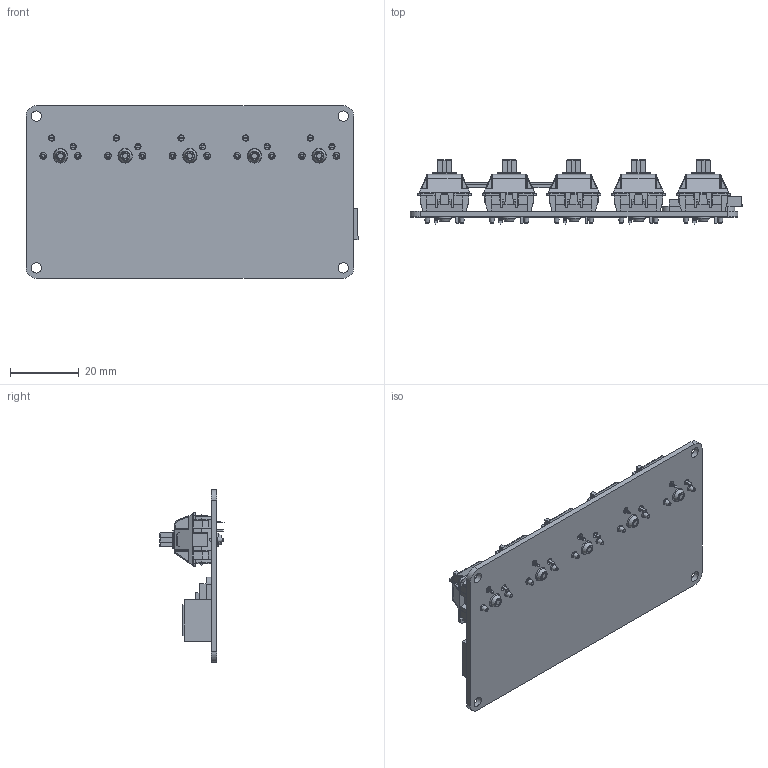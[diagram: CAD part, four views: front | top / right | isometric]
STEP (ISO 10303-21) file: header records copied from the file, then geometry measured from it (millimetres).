
FILE_DESCRIPTION(/* description */ ('','CAx-IF Rec.Pracs.---Representation and Presentation of Product Manufacturing Information (PMI)---4.0---2014-10-13'),/* implementation_level */ '2;1');
FILE_NAME(/* name */ 'KEYPAD v5.step',/* time_stamp */ '2025-01-06T11:17:02+05:30',/* author */ (''),/* organization */ (''),/* preprocessor_version */ 'ST-DEVELOPER v20',/* originating_system */ 'Autodesk Translation Framework v13.20.0.188',/* authorisation */ '');
FILE_SCHEMA (('AP242_MANAGED_MODEL_BASED_3D_ENGINEERING_MIM_LF { 1 0 10303 442 1 1 4 }'));
Length unit declared in the file: millimetre
Products named in the file (14): ASM_MX_ASM; KEY; KEY_1; KEY_2; KEY_3; KEY_4; MX_DOWN; MX_UP; UP_MX; MX_PIN; MX_CLICK; Component14; SCREEN; XIAO
Assembly tree (33 placements, depth 3):
  ASM_MX_ASM
    KEY
      MX_DOWN
      MX_UP
      UP_MX
      MX_PIN
      MX_CLICK
    KEY_1
      MX_DOWN
      MX_UP
      UP_MX
      MX_PIN
      MX_CLICK
    KEY_2
      MX_DOWN
      MX_UP
      UP_MX
      MX_PIN
      MX_CLICK
    KEY_3
      MX_DOWN
      MX_UP
      UP_MX
      MX_PIN
      MX_CLICK
    KEY_4
      MX_DOWN
      MX_UP
      UP_MX
      MX_PIN
      MX_CLICK
    Component14
    SCREEN
    XIAO
Bounding box: 96.26 x 18.6 x 50 mm (x, y, z)
Volume: 14294.4 mm3; surface area: 28032.5 mm2
Topology: 33 solids, 33 shells, 4593 faces, 12188 edges, 7723 vertices
Faces by surface type: plane 2946, cylinder 1252, torus 140, sphere 130, bspline 95, cone 30
Full cylindrical faces by diameter (mm): 1.2 x5, 1.6 x25, 1.8 x10, 2 x15, 2.6 x5, 3 x4, 3.2 x5, 3.8 x5, 4.2 x5, 4.8 x5
Entity records: 31823 total; most frequent: CARTESIAN_POINT 6563, DIRECTION 5187, ORIENTED_EDGE 5180, EDGE_CURVE 2590, LINE 1941, VECTOR 1941, VERTEX_POINT 1647, AXIS2_PLACEMENT_3D 1623
